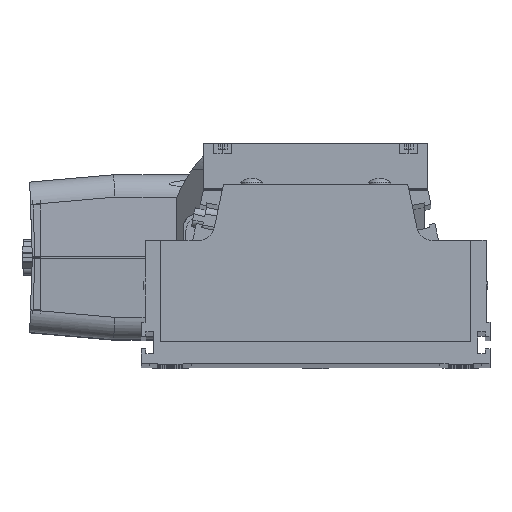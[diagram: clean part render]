
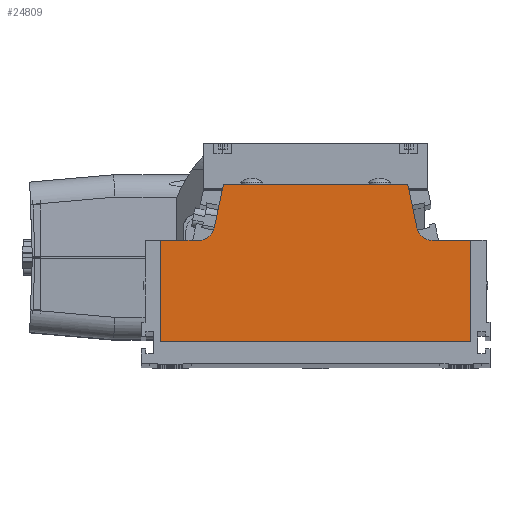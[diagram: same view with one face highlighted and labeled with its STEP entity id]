
A CAD part, top view. The second image highlights one B-rep face of the part: STEP entity #24809.
In plain terms, the highlighted planar face has unit normal (0, 0, 1).
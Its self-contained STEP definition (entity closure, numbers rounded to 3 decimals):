
#216 = DIRECTION ( 'NONE',  ( 0.204, -0.979, 0. ) ) ;
#638 = ORIENTED_EDGE ( 'NONE', *, *, #12715, .F. ) ;
#706 = DIRECTION ( 'NONE',  ( 0., 0., -1. ) ) ;
#1083 = VERTEX_POINT ( 'NONE', #27233 ) ;
#1114 = ORIENTED_EDGE ( 'NONE', *, *, #15883, .F. ) ;
#1464 = VECTOR ( 'NONE', #6806, 1000. ) ;
#1722 = LINE ( 'NONE', #9678, #1464 ) ;
#2343 = VERTEX_POINT ( 'NONE', #12006 ) ;
#2591 = CARTESIAN_POINT ( 'NONE',  ( 30.049, 7., 722.5 ) ) ;
#2682 = VERTEX_POINT ( 'NONE', #23099 ) ;
#3615 = AXIS2_PLACEMENT_3D ( 'NONE', #23287, #30930, #5220 ) ;
#5116 = LINE ( 'NONE', #23687, #17501 ) ;
#5220 = DIRECTION ( 'NONE',  ( -1., 0., 0. ) ) ;
#5789 = DIRECTION ( 'NONE',  ( -1., 0., 0. ) ) ;
#6138 = VERTEX_POINT ( 'NONE', #32848 ) ;
#6289 = DIRECTION ( 'NONE',  ( -1., 0., 0. ) ) ;
#6450 = EDGE_CURVE ( 'NONE', #2682, #21158, #14360, .T. ) ;
#6806 = DIRECTION ( 'NONE',  ( 0.204, 0.979, 0. ) ) ;
#7243 = VERTEX_POINT ( 'NONE', #10730 ) ;
#7995 = LINE ( 'NONE', #10355, #25548 ) ;
#8126 = EDGE_LOOP ( 'NONE', ( #31930, #16768, #8933, #1114, #638, #19909, #22243, #27702, #29094, #23096 ) ) ;
#8447 = DIRECTION ( 'NONE',  ( -1., 0., 0. ) ) ;
#8933 = ORIENTED_EDGE ( 'NONE', *, *, #19694, .T. ) ;
#9193 = DIRECTION ( 'NONE',  ( -1., 0., 0. ) ) ;
#9678 = CARTESIAN_POINT ( 'NONE',  ( -26.797, 3., 722.5 ) ) ;
#10355 = CARTESIAN_POINT ( 'NONE',  ( 23.784, 17.45, 722.5 ) ) ;
#10713 = EDGE_CURVE ( 'NONE', #2343, #19173, #5116, .T. ) ;
#10730 = CARTESIAN_POINT ( 'NONE',  ( 26.133, 6.184, 722.5 ) ) ;
#11548 = AXIS2_PLACEMENT_3D ( 'NONE', #2591, #706, #5789 ) ;
#11854 = LINE ( 'NONE', #26573, #23972 ) ;
#12006 = CARTESIAN_POINT ( 'NONE',  ( -40., 3., 722.5 ) ) ;
#12025 = VECTOR ( 'NONE', #24498, 1000. ) ;
#12046 = VERTEX_POINT ( 'NONE', #31947 ) ;
#12598 = VECTOR ( 'NONE', #9193, 1000. ) ;
#12715 = EDGE_CURVE ( 'NONE', #12046, #15199, #19273, .T. ) ;
#13203 = CARTESIAN_POINT ( 'NONE',  ( -40., 3., 722.5 ) ) ;
#13416 = CIRCLE ( 'NONE', #24228, 4. ) ;
#13702 = DIRECTION ( 'NONE',  ( -1., 0., 0. ) ) ;
#14360 = LINE ( 'NONE', #22268, #12025 ) ;
#14373 = EDGE_CURVE ( 'NONE', #6138, #21533, #13416, .T. ) ;
#15199 = VERTEX_POINT ( 'NONE', #27925 ) ;
#15303 = EDGE_CURVE ( 'NONE', #2682, #1083, #16046, .T. ) ;
#15883 = EDGE_CURVE ( 'NONE', #15199, #7243, #7995, .T. ) ;
#16046 = LINE ( 'NONE', #13203, #19036 ) ;
#16210 = CARTESIAN_POINT ( 'NONE',  ( 40., -23.13, 722.5 ) ) ;
#16407 = CARTESIAN_POINT ( 'NONE',  ( -23.784, 17.45, 722.5 ) ) ;
#16768 = ORIENTED_EDGE ( 'NONE', *, *, #15303, .T. ) ;
#17501 = VECTOR ( 'NONE', #33378, 1000. ) ;
#18207 = PLANE ( 'NONE',  #3615 ) ;
#18713 = FACE_OUTER_BOUND ( 'NONE', #8126, .T. ) ;
#19036 = VECTOR ( 'NONE', #13702, 1000. ) ;
#19108 = DIRECTION ( 'NONE',  ( 1., 0., 0. ) ) ;
#19173 = VERTEX_POINT ( 'NONE', #27683 ) ;
#19273 = LINE ( 'NONE', #16407, #21569 ) ;
#19445 = EDGE_CURVE ( 'NONE', #21533, #2343, #30009, .T. ) ;
#19694 = EDGE_CURVE ( 'NONE', #1083, #7243, #22882, .T. ) ;
#19814 = EDGE_CURVE ( 'NONE', #21158, #19173, #11854, .T. ) ;
#19909 = ORIENTED_EDGE ( 'NONE', *, *, #25623, .F. ) ;
#21158 = VERTEX_POINT ( 'NONE', #16210 ) ;
#21236 = CARTESIAN_POINT ( 'NONE',  ( -30.049, 3., 722.5 ) ) ;
#21533 = VERTEX_POINT ( 'NONE', #21236 ) ;
#21569 = VECTOR ( 'NONE', #19108, 1000. ) ;
#21934 = DIRECTION ( 'NONE',  ( 0., 0., -1. ) ) ;
#22019 = CARTESIAN_POINT ( 'NONE',  ( -40., 3., 722.5 ) ) ;
#22243 = ORIENTED_EDGE ( 'NONE', *, *, #14373, .T. ) ;
#22268 = CARTESIAN_POINT ( 'NONE',  ( 40., 84.488, 722.5 ) ) ;
#22882 = CIRCLE ( 'NONE', #11548, 4. ) ;
#23096 = ORIENTED_EDGE ( 'NONE', *, *, #19814, .F. ) ;
#23099 = CARTESIAN_POINT ( 'NONE',  ( 40., 3., 722.5 ) ) ;
#23287 = CARTESIAN_POINT ( 'NONE',  ( -40., 84.488, 722.5 ) ) ;
#23687 = CARTESIAN_POINT ( 'NONE',  ( -40., 84.488, 722.5 ) ) ;
#23972 = VECTOR ( 'NONE', #6289, 1000. ) ;
#24228 = AXIS2_PLACEMENT_3D ( 'NONE', #24488, #21934, #8447 ) ;
#24488 = CARTESIAN_POINT ( 'NONE',  ( -30.049, 7., 722.5 ) ) ;
#24498 = DIRECTION ( 'NONE',  ( 0., -1., 0. ) ) ;
#24809 = ADVANCED_FACE ( 'NONE', ( #18713 ), #18207, .F. ) ;
#25548 = VECTOR ( 'NONE', #216, 1000. ) ;
#25623 = EDGE_CURVE ( 'NONE', #6138, #12046, #1722, .T. ) ;
#26573 = CARTESIAN_POINT ( 'NONE',  ( -40., -23.13, 722.5 ) ) ;
#27233 = CARTESIAN_POINT ( 'NONE',  ( 30.049, 3., 722.5 ) ) ;
#27683 = CARTESIAN_POINT ( 'NONE',  ( -40., -23.13, 722.5 ) ) ;
#27702 = ORIENTED_EDGE ( 'NONE', *, *, #19445, .T. ) ;
#27925 = CARTESIAN_POINT ( 'NONE',  ( 23.784, 17.45, 722.5 ) ) ;
#29094 = ORIENTED_EDGE ( 'NONE', *, *, #10713, .T. ) ;
#30009 = LINE ( 'NONE', #22019, #12598 ) ;
#30930 = DIRECTION ( 'NONE',  ( 0., 0., -1. ) ) ;
#31930 = ORIENTED_EDGE ( 'NONE', *, *, #6450, .F. ) ;
#31947 = CARTESIAN_POINT ( 'NONE',  ( -23.784, 17.45, 722.5 ) ) ;
#32848 = CARTESIAN_POINT ( 'NONE',  ( -26.133, 6.184, 722.5 ) ) ;
#33378 = DIRECTION ( 'NONE',  ( 0., -1., 0. ) ) ;
